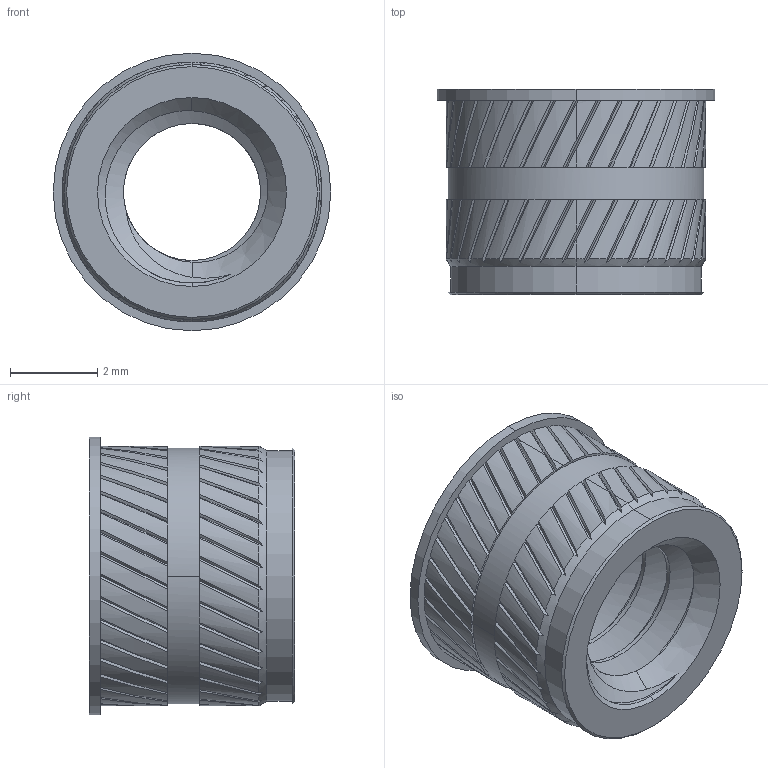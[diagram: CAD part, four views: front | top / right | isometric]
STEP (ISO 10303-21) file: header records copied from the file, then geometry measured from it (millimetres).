
FILE_DESCRIPTION (( 'STEP AP203' ), '1' );
FILE_NAME ('93365A140.STEP', '2018-04-19T12:05:26', ( '' ), ( '' ), 'SwSTEP 2.0', 'SolidWorks 2014', '' );
FILE_SCHEMA (( 'CONFIG_CONTROL_DESIGN' ));
Length unit declared in the file: inch
Products named in the file (1): 93365A140
Bounding box: 6.35 x 4.7 x 6.35 mm (x, y, z)
Volume: 77.7 mm3; surface area: 221.6 mm2
Topology: 1 solids, 1 shells, 324 faces, 812 edges, 492 vertices
Faces by surface type: bspline 147, cylinder 92, plane 76, cone 9
Entity records: 13698 total; most frequent: CARTESIAN_POINT 7644, ORIENTED_EDGE 1624, DIRECTION 940, EDGE_CURVE 812, VERTEX_POINT 492, AXIS2_PLACEMENT_3D 420, EDGE_LOOP 328, ADVANCED_FACE 324
